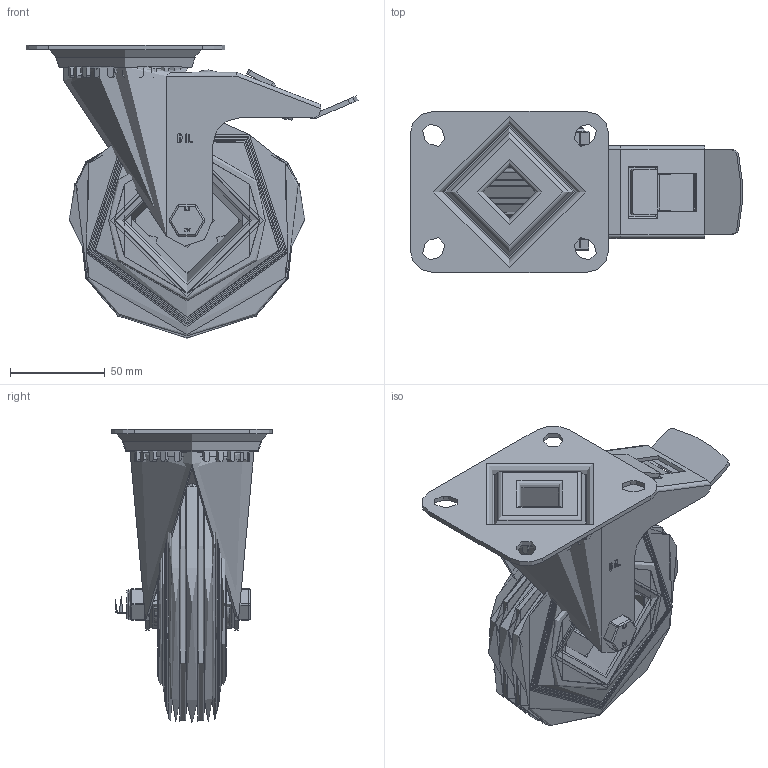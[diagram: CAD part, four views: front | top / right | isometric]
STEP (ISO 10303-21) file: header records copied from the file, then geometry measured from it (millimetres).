
FILE_DESCRIPTION(/* description */ (''),/* implementation_level */ '2;1');
FILE_NAME(/* name */ 'BZMM125BSBSWB.step',/* time_stamp */ '2024-06-19T15:15:42+01:00',/* author */ (''),/* organization */ (''),/* preprocessor_version */ 'ST-DEVELOPER v20',/* originating_system */ 'Autodesk Translation Framework v13.14.0.145',/* authorisation */ '');
FILE_SCHEMA (('AUTOMOTIVE_DESIGN { 1 0 10303 214 3 1 1 }'));
Length unit declared in the file: millimetre
Products named in the file (30): BZMM125BSBSWB; BZMM125ASSWB v1; ZINC PLATED, PRESSED STEEL TOP PLATE; ZINC PLATED, PRESSED STEEL FORKS; BEARING SEAL; ZINC PLATED, PRESSED STEEL BRAKE PEDAL; ZINC PLATED, PRESSED STEEL BRAKE PEDAL Geometry; BRAKE BOLT; BRAKE PAD; BRAKE PAD Geometry; BOLT; NUT; BZMM125WBSRB v1; STEEL RIM; STEEL RIM Geometry; BOLTS; Component6; RUBBER TYRE; ROLLER BEARING; CAGE; RIBS; Component4; TUBEM15X45 v1; ZINC PLATED, STEEL TUBE; HEXBOLTM10X65Z8.8FULL v2; GRADE 8.8 FULLY THREADED ZINC PLATED BOLT; NYLOCM10Z v1; NYLOC NUT; RUBBER; NUT (1)
Assembly tree (38 placements, depth 5):
  BZMM125BSBSWB
    BZMM125ASSWB v1
      ZINC PLATED, PRESSED STEEL TOP PLATE
      ZINC PLATED, PRESSED STEEL FORKS
      BEARING SEAL
      ZINC PLATED, PRESSED STEEL BRAKE PEDAL
        ZINC PLATED, PRESSED STEEL BRAKE PEDAL Geometry
        BRAKE BOLT
      BRAKE PAD
        BRAKE PAD Geometry
        BOLT
        NUT
    BZMM125WBSRB v1
      STEEL RIM
        STEEL RIM Geometry
        BOLTS
          Component6  x3
      RUBBER TYRE
      ROLLER BEARING
        CAGE
        RIBS
          Component4  x8
    TUBEM15X45 v1
      ZINC PLATED, STEEL TUBE
    HEXBOLTM10X65Z8.8FULL v2
      GRADE 8.8 FULLY THREADED ZINC PLATED BOLT
    NYLOCM10Z v1
      NYLOC NUT
        RUBBER
        NUT (1)
Bounding box: 175.28 x 85 x 155 mm (x, y, z)
Volume: 384393 mm3; surface area: 159878.6 mm2
Topology: 26 solids, 26 shells, 847 faces, 2156 edges, 1376 vertices
Faces by surface type: plane 400, cylinder 286, bspline 60, cone 49, torus 33, sphere 19
Full cylindrical faces by diameter (mm): 4 x14, 6 x12, 8.141 x18, 9.85 x30, 10 x3, 10.2 x3, 12 x2, 14.95 x1, 15 x3, 16 x2, 22.75 x1, 23.07 x1, 28 x1, 34 x2, 40 x1, 58.351 x2, 61.5 x1, 65.5 x1, 76.392 x2, 122.876 x2
Entity records: 34367 total; most frequent: CARTESIAN_POINT 13759, ORIENTED_EDGE 4228, DIRECTION 4025, EDGE_CURVE 2114, AXIS2_PLACEMENT_3D 1386, VERTEX_POINT 1350, LINE 1253, VECTOR 1253
